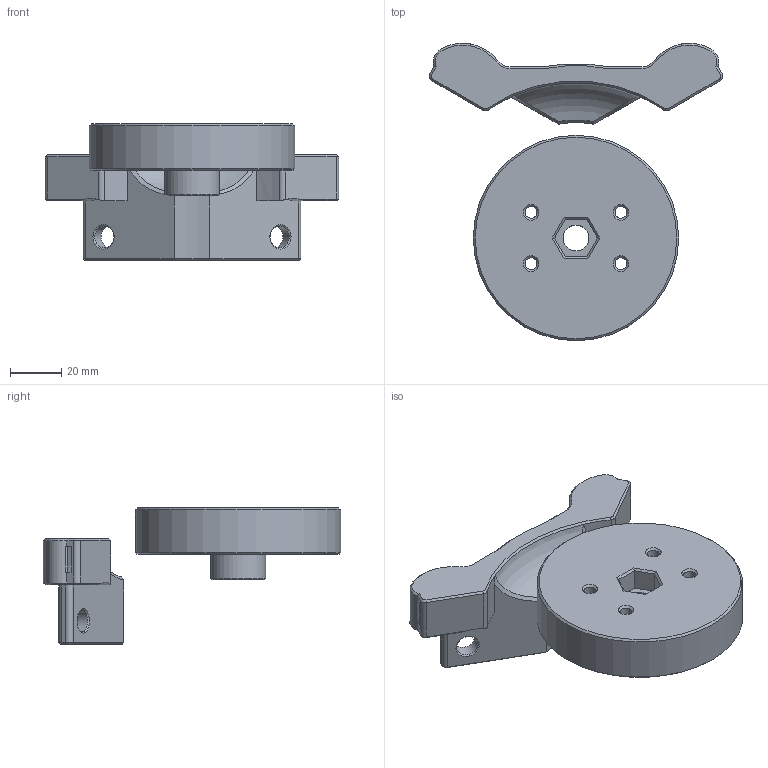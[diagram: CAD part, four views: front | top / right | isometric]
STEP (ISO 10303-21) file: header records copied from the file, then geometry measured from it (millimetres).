
FILE_DESCRIPTION(/* description */ (''),/* implementation_level */ '2;1');
FILE_NAME(/* name */ 'Meade_Tripod_mod v11.step',/* time_stamp */ '2022-01-02T18:21:53-05:00',/* author */ (''),/* organization */ (''),/* preprocessor_version */ 'ST-DEVELOPER v18.1',/* originating_system */ 'Autodesk Translation Framework v10.10.0.1391',/* authorisation */ '');
FILE_SCHEMA (('AUTOMOTIVE_DESIGN { 1 0 10303 214 3 1 1 }'));
Length unit declared in the file: millimetre
Products named in the file (3): Meade_Tripod_mod; Tripod_adapter_Meade_v1; AZ_tripod_adapter_Meade
Assembly tree (2 placements, depth 2):
  Meade_Tripod_mod
    Tripod_adapter_Meade_v1
    AZ_tripod_adapter_Meade
Bounding box: 114.35 x 115.9 x 53 mm (x, y, z)
Volume: 139023.5 mm3; surface area: 31679.9 mm2
Topology: 2 solids, 2 shells, 154 faces, 386 edges, 238 vertices
Faces by surface type: plane 60, cone 45, cylinder 45, bspline 2, torus 2
Full cylindrical faces by diameter (mm): 4.4 x2, 4.6 x4, 8.5 x2, 10 x5, 21.5 x1, 80 x1
Entity records: 5056 total; most frequent: CARTESIAN_POINT 1229, DIRECTION 807, ORIENTED_EDGE 772, EDGE_CURVE 386, AXIS2_PLACEMENT_3D 304, VERTEX_POINT 238, LINE 199, VECTOR 199
